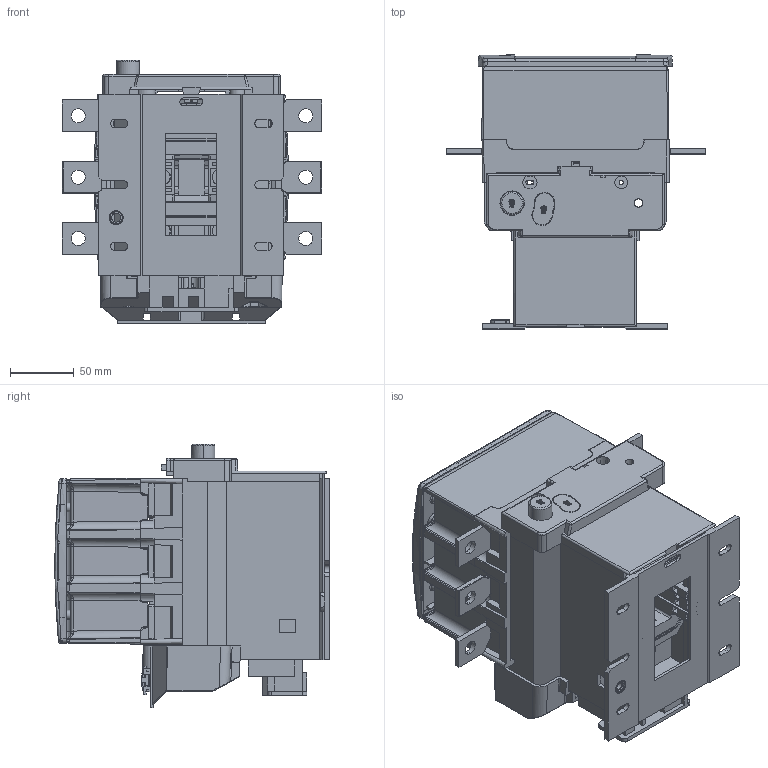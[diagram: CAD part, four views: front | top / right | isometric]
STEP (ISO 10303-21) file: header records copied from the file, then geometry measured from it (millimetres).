
FILE_DESCRIPTION((''),'2;1');
FILE_NAME('CDC6-265_ASM','2022-03-02T',('kejia.li'),(''),'PRO/ENGINEER BY PARAMETRIC TECHNOLOGY CORPORATION, 2015440','PRO/ENGINEER BY PARAMETRIC TECHNOLOGY CORPORATION, 2015440','');
FILE_SCHEMA(('CONFIG_CONTROL_DESIGN'));
Products named in the file (14): CDC6-265_1; CDC6-265_2; CDC6-265_3; CDC6-265_4; CDC6-265_5; CDC6-265_6; CDC6-265_7; CDC6-265_8; CDC6-265_9; CDC6-265_10; CDC6-265_11; CDC6-265_12; ASM0001_ASM; CDC6-265_ASM
Assembly tree (18 placements, depth 3):
  CDC6-265_ASM
    ASM0001_ASM
      CDC6-265_1
      CDC6-265_2
      CDC6-265_3  x2
      CDC6-265_4  x4
      CDC6-265_5
      CDC6-265_6
      CDC6-265_7
      CDC6-265_8
      CDC6-265_9
      CDC6-265_10  x2
      CDC6-265_11
      CDC6-265_12
Bounding box: 202.9 x 214.75 x 206.6 mm (x, y, z)
Volume: 1218444.4 mm3; surface area: 679763.6 mm2
Topology: 17 solids, 22 shells, 4463 faces, 13094 edges, 8746 vertices
Faces by surface type: plane 3151, cylinder 1068, cone 84, bspline 72, torus 55, extrusion 25, sphere 8
Entity records: 149660 total; most frequent: CARTESIAN_POINT 34566, ORIENTED_EDGE 25110, DIRECTION 22506, EDGE_CURVE 12555, VECTOR 9422, LINE 9397, VERTEX_POINT 8396, AXIS2_PLACEMENT_3D 6542
